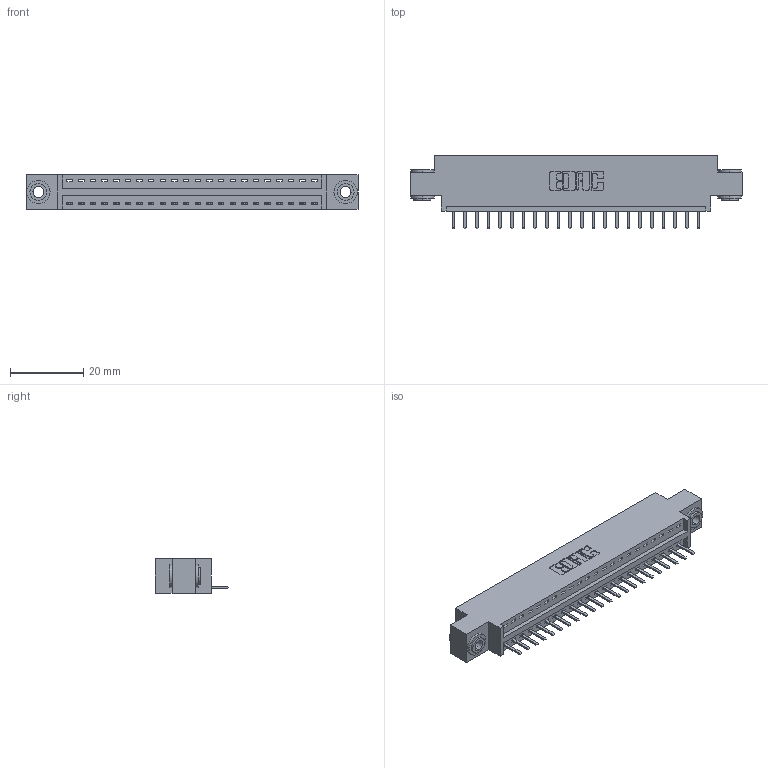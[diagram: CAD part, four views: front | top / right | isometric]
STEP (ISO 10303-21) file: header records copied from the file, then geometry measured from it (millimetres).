
FILE_DESCRIPTION (( 'STEP AP203' ), '1' );
FILE_NAME ('346-022-520-603.STEP', '2022-05-05T19:06:18', ( '' ), ( '' ), 'SwSTEP 2.0', 'SolidWorks 2020', '' );
FILE_SCHEMA (( 'CONFIG_CONTROL_DESIGN' ));
Length unit declared in the file: inch
Products named in the file (4): 346 Part_0.170 Offset - 0.156 Dia-TH; 345-292-001_345-293-120; 346-022-520-603; 345-250-002_345-250-002-102
Assembly tree (25 placements, depth 2):
  346-022-520-603
    346 Part_0.170 Offset - 0.156 Dia-TH
    345-292-001_345-293-120  x22
    345-250-002_345-250-002-102  x2
Bounding box: 90.42 x 20.02 x 9.4 mm (x, y, z)
Volume: 8301.2 mm3; surface area: 10360.1 mm2
Topology: 25 solids, 25 shells, 1542 faces, 4501 edges, 2938 vertices
Faces by surface type: plane 1028, cylinder 506, cone 8
Entity records: 17658 total; most frequent: CARTESIAN_POINT 3027, ORIENTED_EDGE 2962, DIRECTION 2711, EDGE_CURVE 1481, LINE 1233, VECTOR 1233, VERTEX_POINT 982, AXIS2_PLACEMENT_3D 739
